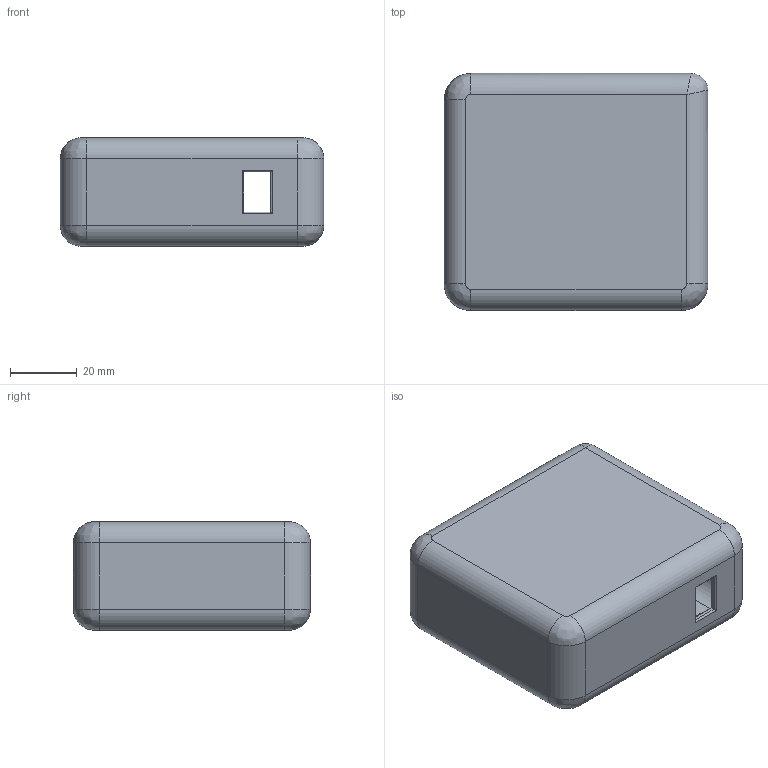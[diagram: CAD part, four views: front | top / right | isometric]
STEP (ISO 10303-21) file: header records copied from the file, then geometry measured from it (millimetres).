
FILE_DESCRIPTION(/* description */ (''),/* implementation_level */ '2;1');
FILE_NAME(/* name */ 'macbook charger pt.step',/* time_stamp */ '2023-12-21T01:13:47-08:00',/* author */ (''),/* organization */ (''),/* preprocessor_version */ 'ST-DEVELOPER v20',/* originating_system */ 'Autodesk Translation Framework v12.14.0.127',/* authorisation */ '');
FILE_SCHEMA (('AUTOMOTIVE_DESIGN { 1 0 10303 214 3 1 1 }'));
Length unit declared in the file: millimetre
Products named in the file (1): #Quick Miscs
Bounding box: 79 x 71 x 32.5 mm (x, y, z)
Volume: 37470 mm3; surface area: 34200 mm2
Topology: 1 solids, 1 shells, 84 faces, 196 edges, 110 vertices
Faces by surface type: cylinder 44, plane 20, bspline 16, torus 4
Entity records: 2590 total; most frequent: CARTESIAN_POINT 667, DIRECTION 416, ORIENTED_EDGE 384, EDGE_CURVE 192, AXIS2_PLACEMENT_3D 159, VERTEX_POINT 110, LINE 98, VECTOR 98
